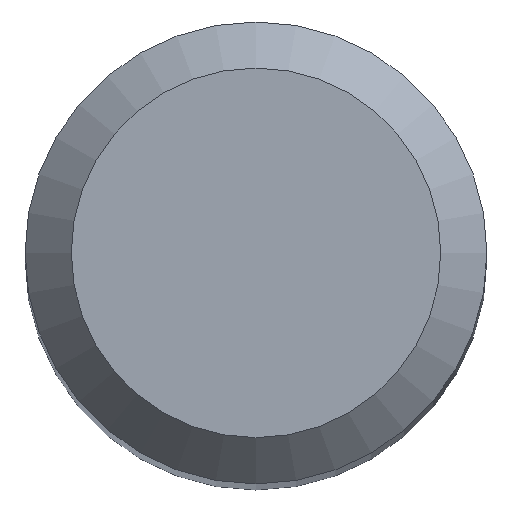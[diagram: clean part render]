
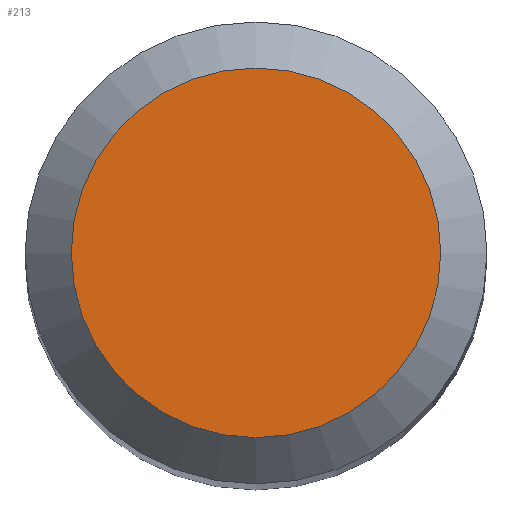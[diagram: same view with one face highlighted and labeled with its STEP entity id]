
A CAD part, top view. The second image highlights one B-rep face of the part: STEP entity #213.
In plain terms, the highlighted planar face has unit normal (0, 0, 1).
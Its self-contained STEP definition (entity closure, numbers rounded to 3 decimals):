
#15 = AXIS2_PLACEMENT_3D ( 'NONE', #128, #199, #145 ) ;
#31 = DIRECTION ( 'NONE',  ( 0., 0., -1. ) ) ;
#59 = EDGE_LOOP ( 'NONE', ( #198 ) ) ;
#60 = FACE_OUTER_BOUND ( 'NONE', #59, .T. ) ;
#61 = VERTEX_POINT ( 'NONE', #217 ) ;
#66 = DIRECTION ( 'NONE',  ( 0., 1., 0. ) ) ;
#72 = EDGE_CURVE ( 'NONE', #61, #61, #153, .T. ) ;
#112 = CARTESIAN_POINT ( 'NONE',  ( 0., 0., 35. ) ) ;
#128 = CARTESIAN_POINT ( 'NONE',  ( 0., 0., 35. ) ) ;
#145 = DIRECTION ( 'NONE',  ( 0., 1., 0. ) ) ;
#146 = PLANE ( 'NONE',  #15 ) ;
#153 = CIRCLE ( 'NONE', #155, 1.6 ) ;
#155 = AXIS2_PLACEMENT_3D ( 'NONE', #112, #31, #66 ) ;
#198 = ORIENTED_EDGE ( 'NONE', *, *, #72, .F. ) ;
#199 = DIRECTION ( 'NONE',  ( 0., 0., -1. ) ) ;
#213 = ADVANCED_FACE ( 'NONE', ( #60 ), #146, .F. ) ;
#217 = CARTESIAN_POINT ( 'NONE',  ( 0., 1.6, 35. ) ) ;
